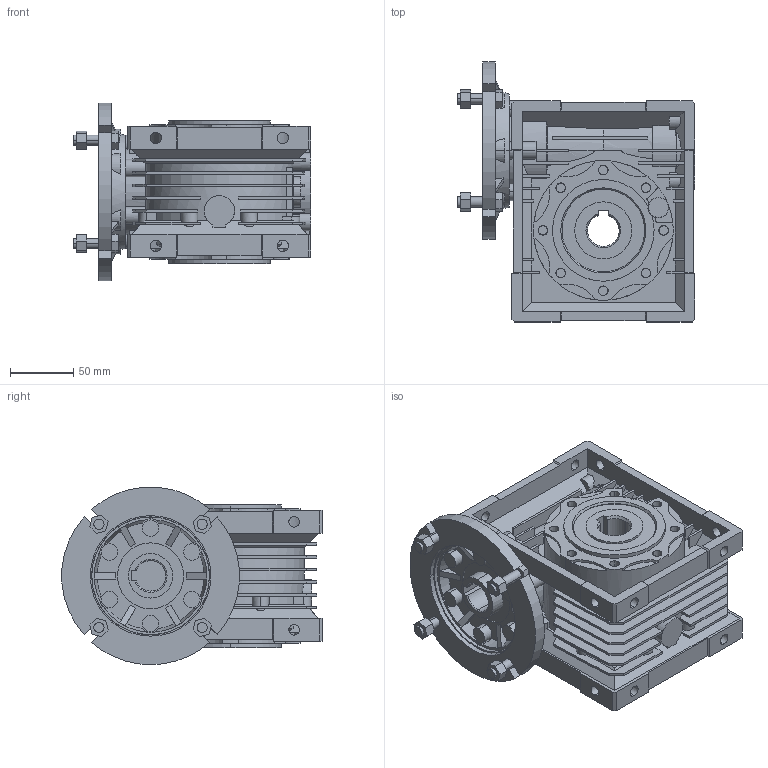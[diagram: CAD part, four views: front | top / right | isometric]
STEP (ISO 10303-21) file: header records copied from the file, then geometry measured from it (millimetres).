
FILE_DESCRIPTION (( 'STEP AP214' ), '1' );
FILE_NAME ('PMRV063_90_B14.STEP', '2018-05-29T11:23:21', ( 'admin' ), ( '' ), 'SwSTEP 2.0', 'SolidWorks 2018', '' );
FILE_SCHEMA (( 'AUTOMOTIVE_DESIGN' ));
Length unit declared in the file: millimetre
Products named in the file (1): PMRV063_90_B14
Bounding box: 187 x 204.77 x 139.77 mm (x, y, z)
Volume: 1861586 mm3; surface area: 359983 mm2
Topology: 4 solids, 19 shells, 1214 faces, 3266 edges, 2138 vertices
Faces by surface type: plane 745, cylinder 361, cone 101, torus 7
Entity records: 39604 total; most frequent: CARTESIAN_POINT 8736, ORIENTED_EDGE 6532, DIRECTION 6424, EDGE_CURVE 3266, AXIS2_PLACEMENT_3D 2226, VERTEX_POINT 2138, LINE 1972, VECTOR 1972
